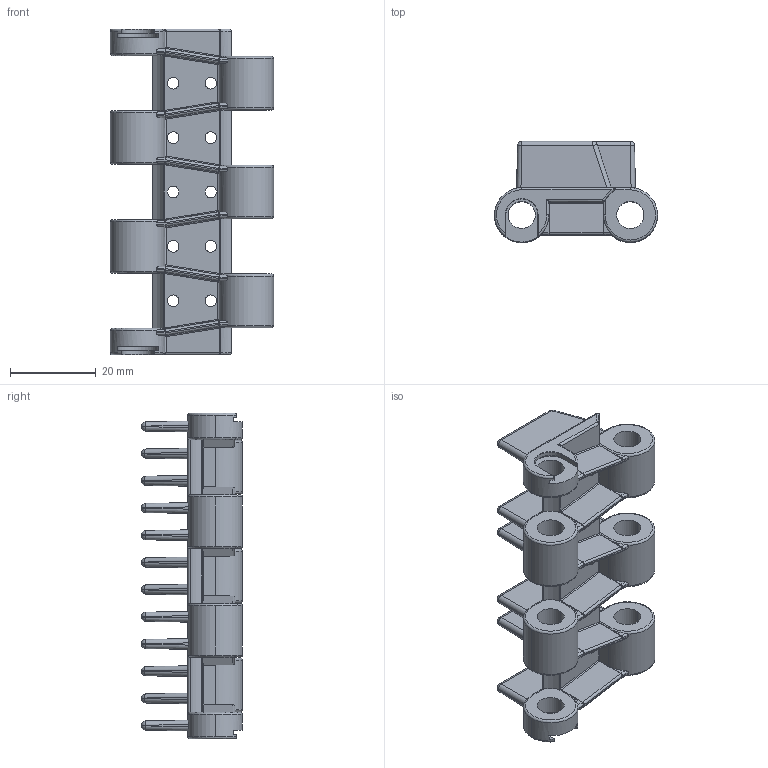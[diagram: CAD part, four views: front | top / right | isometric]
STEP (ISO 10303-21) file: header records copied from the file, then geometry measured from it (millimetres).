
FILE_DESCRIPTION (( 'STEP AP214' ), '1' );
FILE_NAME ('LF9100R03.2.STEP', '2021-03-12T07:03:57', ( '' ), ( '' ), 'SwSTEP 2.0', 'SolidWorks 2019', '' );
FILE_SCHEMA (( 'AUTOMOTIVE_DESIGN' ));
Length unit declared in the file: millimetre
Products named in the file (1): LF9100R03.2
Bounding box: 38.15 x 23.6 x 76.2 mm (x, y, z)
Volume: 17823.6 mm3; surface area: 14889.6 mm2
Topology: 1 solids, 1 shells, 620 faces, 1608 edges, 926 vertices
Faces by surface type: cylinder 245, plane 153, torus 82, sphere 50, bspline 46, cone 44
Entity records: 20056 total; most frequent: CARTESIAN_POINT 5841, ORIENTED_EDGE 3108, DIRECTION 2908, EDGE_CURVE 1554, AXIS2_PLACEMENT_3D 1133, VERTEX_POINT 926, EDGE_LOOP 644, LINE 642
